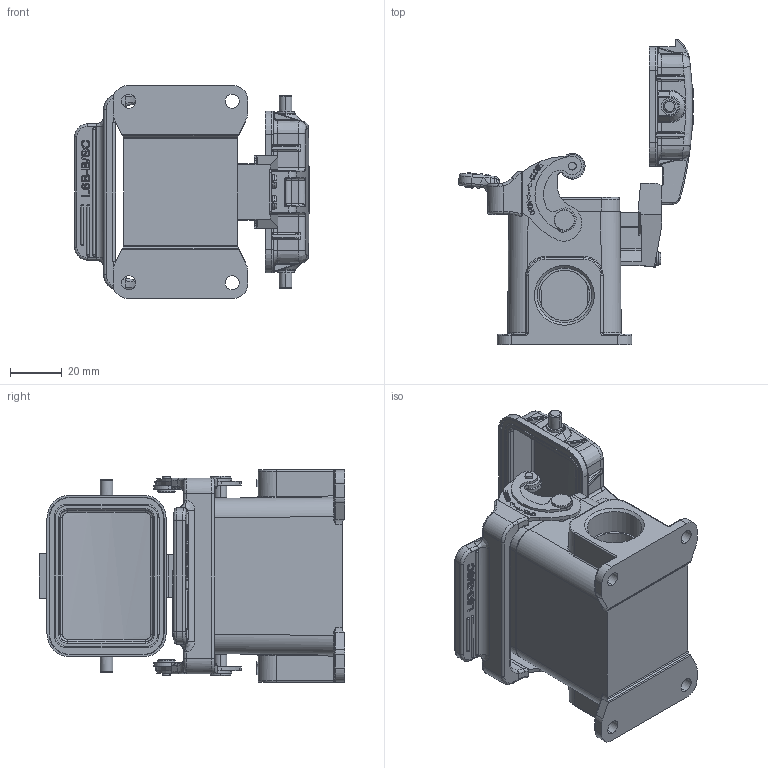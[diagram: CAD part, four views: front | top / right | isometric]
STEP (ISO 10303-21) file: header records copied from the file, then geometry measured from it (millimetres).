
FILE_DESCRIPTION(/* description */ (''),/* implementation_level */ '2;1');
FILE_NAME(/* name */ '3D_1110062611102_H6B-SF-1L_SC-MCV-M20_V1.1_stp.stp',/* time_stamp */ '2024-03-21T18:12:56+08:00',/* author */ (''),/* organization */ (''),/* preprocessor_version */ 'ST-DEVELOPER v18.1',/* originating_system */ 'SIEMENS PLM Software NX 1980',/* authorisation */ '');
FILE_SCHEMA (('AUTOMOTIVE_DESIGN { 1 0 10303 214 3 1 1 1 }'));
Products named in the file (1): 3D_1110062611102_H6B-SF-1L_SC-MCV-M20_V1.1_stp
Bounding box: 90.65 x 117.94 x 82 mm (x, y, z)
Volume: 99535.8 mm3; surface area: 66685.7 mm2
Topology: 19 solids, 19 shells, 2381 faces, 6149 edges, 3889 vertices
Faces by surface type: cylinder 1031, plane 828, torus 274, bspline 104, cone 73, extrusion 40, sphere 31
Full cylindrical faces by diameter (mm): 3 x5, 4 x2, 19.5 x1, 20.8 x1, 21.1 x1
Entity records: 99616 total; most frequent: CARTESIAN_POINT 45048, ORIENTED_EDGE 12184, DIRECTION 9784, EDGE_CURVE 6092, VERTEX_POINT 3879, AXIS2_PLACEMENT_3D 3670, EDGE_LOOP 2581, VECTOR 2444
